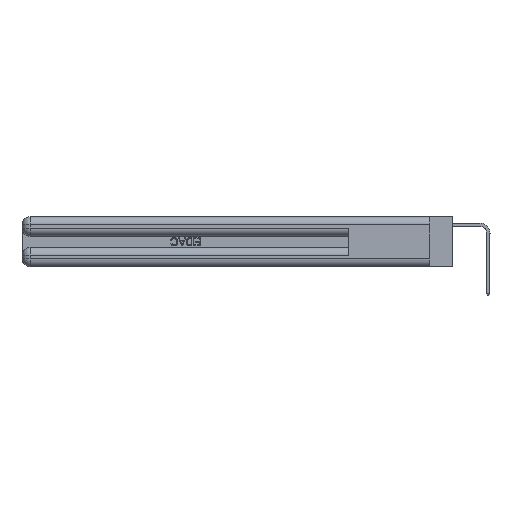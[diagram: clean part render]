
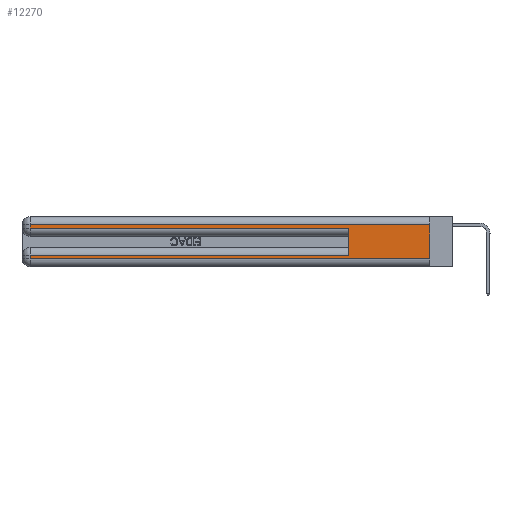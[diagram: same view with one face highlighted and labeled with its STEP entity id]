
A CAD part, left-side view. The second image highlights one B-rep face of the part: STEP entity #12270.
In plain terms, the highlighted planar face has unit normal (-1, 0, 0).
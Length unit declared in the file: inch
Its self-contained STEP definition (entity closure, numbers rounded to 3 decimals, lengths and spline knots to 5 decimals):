
#223 = LINE ( 'NONE', #14140, #12671 ) ;
#229 = CARTESIAN_POINT ( 'NONE',  ( 0., 2.94, 0.31 ) ) ;
#482 = ORIENTED_EDGE ( 'NONE', *, *, #17519, .T. ) ;
#1061 = LINE ( 'NONE', #6227, #6138 ) ;
#1794 = CARTESIAN_POINT ( 'NONE',  ( 0., 2.94, 0.085 ) ) ;
#2280 = VERTEX_POINT ( 'NONE', #1794 ) ;
#3958 = CARTESIAN_POINT ( 'NONE',  ( 0., 0., 0.06 ) ) ;
#4099 = VERTEX_POINT ( 'NONE', #9075 ) ;
#4957 = EDGE_LOOP ( 'NONE', ( #24130, #7925, #27925, #12891, #23235, #20892, #5840, #482 ) ) ;
#5840 = ORIENTED_EDGE ( 'NONE', *, *, #11160, .T. ) ;
#6138 = VECTOR ( 'NONE', #28363, 39.37008 ) ;
#6227 = CARTESIAN_POINT ( 'NONE',  ( 0., 0., 0.37 ) ) ;
#6915 = VERTEX_POINT ( 'NONE', #229 ) ;
#7020 = VECTOR ( 'NONE', #30486, 39.37008 ) ;
#7758 = DIRECTION ( 'NONE',  ( 0., 1., 0. ) ) ;
#7925 = ORIENTED_EDGE ( 'NONE', *, *, #29665, .T. ) ;
#8390 = FACE_OUTER_BOUND ( 'NONE', #4957, .T. ) ;
#9075 = CARTESIAN_POINT ( 'NONE',  ( 0., 0.6, 0.085 ) ) ;
#9109 = CARTESIAN_POINT ( 'NONE',  ( 0., 0., 0.285 ) ) ;
#9352 = DIRECTION ( 'NONE',  ( 0., 0., -1. ) ) ;
#9916 = CARTESIAN_POINT ( 'NONE',  ( 0., 0., 0.31 ) ) ;
#11043 = LINE ( 'NONE', #9109, #23277 ) ;
#11160 = EDGE_CURVE ( 'NONE', #2280, #18521, #223, .T. ) ;
#11168 = VERTEX_POINT ( 'NONE', #11679 ) ;
#11353 = EDGE_CURVE ( 'NONE', #4099, #2280, #21491, .T. ) ;
#11679 = CARTESIAN_POINT ( 'NONE',  ( 0., 0.6, 0.285 ) ) ;
#11916 = DIRECTION ( 'NONE',  ( 1., 0., 0. ) ) ;
#12270 = ADVANCED_FACE ( 'NONE', ( #8390 ), #24013, .F. ) ;
#12580 = CARTESIAN_POINT ( 'NONE',  ( 0., 0., 0.31 ) ) ;
#12584 = VECTOR ( 'NONE', #9352, 39.37008 ) ;
#12671 = VECTOR ( 'NONE', #16586, 39.37008 ) ;
#12891 = ORIENTED_EDGE ( 'NONE', *, *, #20930, .T. ) ;
#13588 = LINE ( 'NONE', #28011, #7020 ) ;
#13679 = DIRECTION ( 'NONE',  ( 0., -1., 0. ) ) ;
#14140 = CARTESIAN_POINT ( 'NONE',  ( 0., 2.94, 0.37 ) ) ;
#14235 = VECTOR ( 'NONE', #7758, 39.37008 ) ;
#14268 = EDGE_CURVE ( 'NONE', #6915, #24459, #17551, .T. ) ;
#15282 = AXIS2_PLACEMENT_3D ( 'NONE', #26594, #11916, #29078 ) ;
#15806 = VECTOR ( 'NONE', #13679, 39.37008 ) ;
#16207 = EDGE_CURVE ( 'NONE', #4099, #11168, #13588, .T. ) ;
#16586 = DIRECTION ( 'NONE',  ( 0., 0., -1. ) ) ;
#16603 = LINE ( 'NONE', #9916, #29677 ) ;
#17519 = EDGE_CURVE ( 'NONE', #18521, #26092, #22300, .T. ) ;
#17551 = LINE ( 'NONE', #26524, #12584 ) ;
#18521 = VERTEX_POINT ( 'NONE', #23642 ) ;
#19069 = CARTESIAN_POINT ( 'NONE',  ( 0., 0., 0.06 ) ) ;
#20017 = CARTESIAN_POINT ( 'NONE',  ( 0., 0., 0.085 ) ) ;
#20892 = ORIENTED_EDGE ( 'NONE', *, *, #11353, .T. ) ;
#20930 = EDGE_CURVE ( 'NONE', #24459, #11168, #11043, .T. ) ;
#21491 = LINE ( 'NONE', #20017, #14235 ) ;
#22300 = LINE ( 'NONE', #3958, #15806 ) ;
#23235 = ORIENTED_EDGE ( 'NONE', *, *, #16207, .F. ) ;
#23277 = VECTOR ( 'NONE', #28771, 39.37008 ) ;
#23642 = CARTESIAN_POINT ( 'NONE',  ( 0., 2.94, 0.06 ) ) ;
#24013 = PLANE ( 'NONE',  #15282 ) ;
#24130 = ORIENTED_EDGE ( 'NONE', *, *, #24730, .F. ) ;
#24459 = VERTEX_POINT ( 'NONE', #27419 ) ;
#24730 = EDGE_CURVE ( 'NONE', #30442, #26092, #1061, .T. ) ;
#26092 = VERTEX_POINT ( 'NONE', #19069 ) ;
#26524 = CARTESIAN_POINT ( 'NONE',  ( 0., 2.94, 0.37 ) ) ;
#26594 = CARTESIAN_POINT ( 'NONE',  ( 0., 0., 0.37 ) ) ;
#27090 = DIRECTION ( 'NONE',  ( 0., 1., 0. ) ) ;
#27419 = CARTESIAN_POINT ( 'NONE',  ( 0., 2.94, 0.285 ) ) ;
#27925 = ORIENTED_EDGE ( 'NONE', *, *, #14268, .T. ) ;
#28011 = CARTESIAN_POINT ( 'NONE',  ( 0., 0.6, 0.145 ) ) ;
#28363 = DIRECTION ( 'NONE',  ( 0., 0., -1. ) ) ;
#28771 = DIRECTION ( 'NONE',  ( 0., -1., 0. ) ) ;
#29078 = DIRECTION ( 'NONE',  ( 0., 0., -1. ) ) ;
#29665 = EDGE_CURVE ( 'NONE', #30442, #6915, #16603, .T. ) ;
#29677 = VECTOR ( 'NONE', #27090, 39.37008 ) ;
#30442 = VERTEX_POINT ( 'NONE', #12580 ) ;
#30486 = DIRECTION ( 'NONE',  ( 0., 0., 1. ) ) ;
